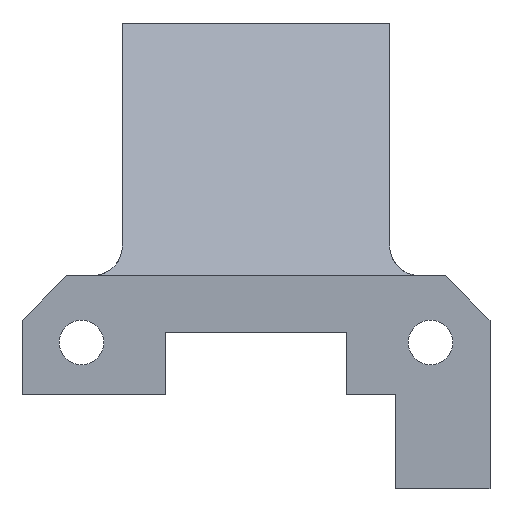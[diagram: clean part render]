
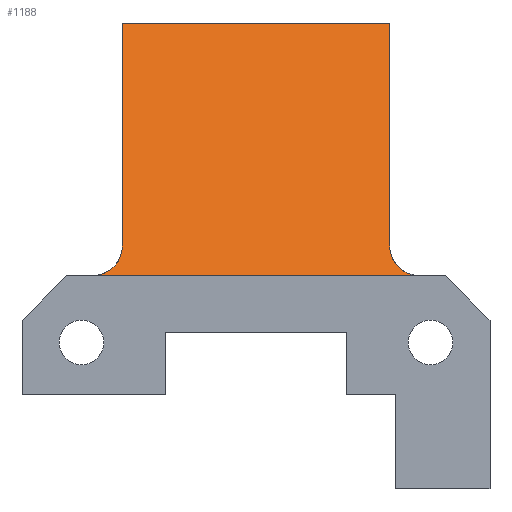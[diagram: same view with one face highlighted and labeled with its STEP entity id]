
A CAD part, left-side view. The second image highlights one B-rep face of the part: STEP entity #1188.
In plain terms, the highlighted planar face has unit normal (-0.899, 0, 0.438).
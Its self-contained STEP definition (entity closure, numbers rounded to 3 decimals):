
#104 = CARTESIAN_POINT ( 'NONE',  ( -13.722, 1.575, 11.175 ) ) ;
#107 = CARTESIAN_POINT ( 'NONE',  ( -13.318, 21.575, 12.003 ) ) ;
#125 = CARTESIAN_POINT ( 'NONE',  ( -13.722, 2.747, 11.175 ) ) ;
#134 = AXIS2_PLACEMENT_3D ( 'NONE', #809, #1226, #626 ) ;
#141 = DIRECTION ( 'NONE',  ( -0.438, 0., -0.899 ) ) ;
#166 = EDGE_CURVE ( 'NONE', #860, #2451, #915, .T. ) ;
#168 = LINE ( 'NONE', #380, #418 ) ;
#216 = CARTESIAN_POINT ( 'NONE',  ( -12.746, 3.575, 13.175 ) ) ;
#315 = LINE ( 'NONE', #976, #1992 ) ;
#332 = CARTESIAN_POINT ( 'NONE',  ( -13.722, 22.403, 11.175 ) ) ;
#380 = CARTESIAN_POINT ( 'NONE',  ( -1.422, 3.575, 36.394 ) ) ;
#418 = VECTOR ( 'NONE', #1847, 1000. ) ;
#437 = ORIENTED_EDGE ( 'NONE', *, *, #2624, .T. ) ;
#496 = CARTESIAN_POINT ( 'NONE',  ( -12.746, 21.575, 13.175 ) ) ;
#513 = CARTESIAN_POINT ( 'NONE',  ( -5.431, 3.575, 28.175 ) ) ;
#555 = EDGE_CURVE ( 'NONE', #2628, #2451, #1108, .T. ) ;
#563 = CARTESIAN_POINT ( 'NONE',  ( -5.43, 21.575, 28.175 ) ) ;
#618 = CARTESIAN_POINT ( 'NONE',  ( -12.746, 21.575, 13.175 ) ) ;
#626 = DIRECTION ( 'NONE',  ( -0.438, 0., -0.899 ) ) ;
#637 = EDGE_LOOP ( 'NONE', ( #1564, #648, #2729, #2439, #437, #1598 ) ) ;
#648 = ORIENTED_EDGE ( 'NONE', *, *, #2747, .T. ) ;
#680 = CARTESIAN_POINT ( 'NONE',  ( -13.722, 23.575, 11.175 ) ) ;
#809 = CARTESIAN_POINT ( 'NONE',  ( -5.431, -3.175, 28.175 ) ) ;
#860 = VERTEX_POINT ( 'NONE', #618 ) ;
#915 =( BOUNDED_CURVE ( )  B_SPLINE_CURVE ( 3, ( #496, #107, #332, #1840 ),
 .UNSPECIFIED., .F., .T. ) 
 B_SPLINE_CURVE_WITH_KNOTS ( ( 4, 4 ),
 ( 1.571, 3.142 ),
 .UNSPECIFIED. ) 
 CURVE ( )  GEOMETRIC_REPRESENTATION_ITEM ( )  RATIONAL_B_SPLINE_CURVE ( ( 1., 0.805, 0.805, 1. ) ) 
 REPRESENTATION_ITEM ( '' )  );
#976 = CARTESIAN_POINT ( 'NONE',  ( -5.431, -3.175, 28.175 ) ) ;
#1108 = LINE ( 'NONE', #2144, #2464 ) ;
#1188 = ADVANCED_FACE ( 'NONE', ( #2755 ), #1696, .F. ) ;
#1226 = DIRECTION ( 'NONE',  ( 0.899, 0., -0.438 ) ) ;
#1361 = CARTESIAN_POINT ( 'NONE',  ( -12.746, 3.575, 13.175 ) ) ;
#1542 = VERTEX_POINT ( 'NONE', #563 ) ;
#1564 = ORIENTED_EDGE ( 'NONE', *, *, #2657, .T. ) ;
#1598 = ORIENTED_EDGE ( 'NONE', *, *, #1824, .F. ) ;
#1628 = CARTESIAN_POINT ( 'NONE',  ( -13.722, 1.575, 11.175 ) ) ;
#1674 =( BOUNDED_CURVE ( )  B_SPLINE_CURVE ( 3, ( #1628, #125, #2030, #1361 ),
 .UNSPECIFIED., .F., .T. ) 
 B_SPLINE_CURVE_WITH_KNOTS ( ( 4, 4 ),
 ( 3.142, 4.712 ),
 .UNSPECIFIED. ) 
 CURVE ( )  GEOMETRIC_REPRESENTATION_ITEM ( )  RATIONAL_B_SPLINE_CURVE ( ( 1., 0.805, 0.805, 1. ) ) 
 REPRESENTATION_ITEM ( '' )  );
#1696 = PLANE ( 'NONE',  #134 ) ;
#1810 = DIRECTION ( 'NONE',  ( 0., 1., 0. ) ) ;
#1824 = EDGE_CURVE ( 'NONE', #2400, #2331, #168, .T. ) ;
#1840 = CARTESIAN_POINT ( 'NONE',  ( -13.722, 23.575, 11.175 ) ) ;
#1847 = DIRECTION ( 'NONE',  ( -0.438, 0., -0.899 ) ) ;
#1992 = VECTOR ( 'NONE', #1810, 1000. ) ;
#2030 = CARTESIAN_POINT ( 'NONE',  ( -13.318, 3.575, 12.003 ) ) ;
#2044 = CARTESIAN_POINT ( 'NONE',  ( -5.431, 21.575, 28.175 ) ) ;
#2057 = LINE ( 'NONE', #2044, #2708 ) ;
#2144 = CARTESIAN_POINT ( 'NONE',  ( -13.722, -3.175, 11.175 ) ) ;
#2331 = VERTEX_POINT ( 'NONE', #216 ) ;
#2355 = DIRECTION ( 'NONE',  ( 0., 1., 0. ) ) ;
#2400 = VERTEX_POINT ( 'NONE', #513 ) ;
#2439 = ORIENTED_EDGE ( 'NONE', *, *, #555, .F. ) ;
#2451 = VERTEX_POINT ( 'NONE', #680 ) ;
#2464 = VECTOR ( 'NONE', #2355, 1000. ) ;
#2624 = EDGE_CURVE ( 'NONE', #2628, #2331, #1674, .T. ) ;
#2628 = VERTEX_POINT ( 'NONE', #104 ) ;
#2657 = EDGE_CURVE ( 'NONE', #2400, #1542, #315, .T. ) ;
#2708 = VECTOR ( 'NONE', #141, 1000. ) ;
#2729 = ORIENTED_EDGE ( 'NONE', *, *, #166, .T. ) ;
#2747 = EDGE_CURVE ( 'NONE', #1542, #860, #2057, .T. ) ;
#2755 = FACE_OUTER_BOUND ( 'NONE', #637, .T. ) ;
